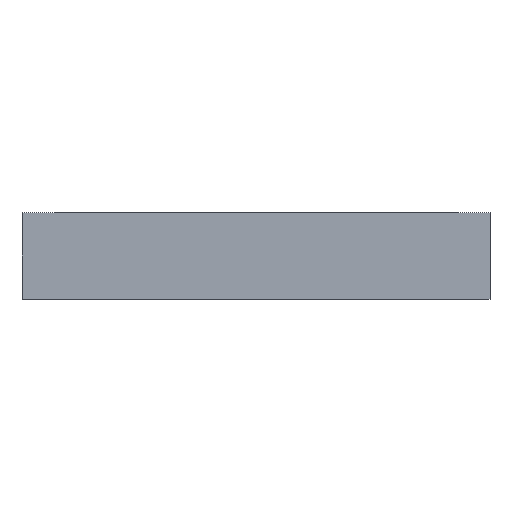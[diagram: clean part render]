
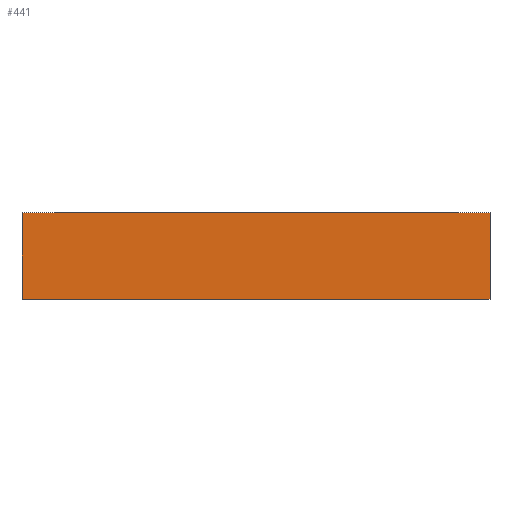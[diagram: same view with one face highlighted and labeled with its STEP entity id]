
A CAD part, front view. The second image highlights one B-rep face of the part: STEP entity #441.
In plain terms, the highlighted planar face has unit normal (0, -1, 0).
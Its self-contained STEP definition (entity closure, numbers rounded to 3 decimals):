
#40 = VERTEX_POINT('',#41);
#41 = CARTESIAN_POINT('',(-26.,-7.,8.1));
#47 = EDGE_CURVE('',#48,#40,#50,.T.);
#48 = VERTEX_POINT('',#49);
#49 = CARTESIAN_POINT('',(-26.,-7.,3.1));
#50 = LINE('',#51,#52);
#51 = CARTESIAN_POINT('',(-26.,-7.,3.1));
#52 = VECTOR('',#53,1.);
#53 = DIRECTION('',(0.,0.,1.));
#166 = EDGE_CURVE('',#48,#167,#169,.T.);
#167 = VERTEX_POINT('',#168);
#168 = CARTESIAN_POINT('',(1.,-7.,3.1));
#169 = LINE('',#170,#171);
#170 = CARTESIAN_POINT('',(-26.,-7.,3.1));
#171 = VECTOR('',#172,1.);
#172 = DIRECTION('',(1.,0.,0.));
#441 = ADVANCED_FACE('',(#442),#460,.F.);
#442 = FACE_BOUND('',#443,.F.);
#443 = EDGE_LOOP('',(#444,#445,#453,#459));
#444 = ORIENTED_EDGE('',*,*,#47,.T.);
#445 = ORIENTED_EDGE('',*,*,#446,.T.);
#446 = EDGE_CURVE('',#40,#447,#449,.T.);
#447 = VERTEX_POINT('',#448);
#448 = CARTESIAN_POINT('',(1.,-7.,8.1));
#449 = LINE('',#450,#451);
#450 = CARTESIAN_POINT('',(-26.,-7.,8.1));
#451 = VECTOR('',#452,1.);
#452 = DIRECTION('',(1.,0.,0.));
#453 = ORIENTED_EDGE('',*,*,#454,.F.);
#454 = EDGE_CURVE('',#167,#447,#455,.T.);
#455 = LINE('',#456,#457);
#456 = CARTESIAN_POINT('',(1.,-7.,3.1));
#457 = VECTOR('',#458,1.);
#458 = DIRECTION('',(0.,0.,1.));
#459 = ORIENTED_EDGE('',*,*,#166,.F.);
#460 = PLANE('',#461);
#461 = AXIS2_PLACEMENT_3D('',#462,#463,#464);
#462 = CARTESIAN_POINT('',(-26.,-7.,3.1));
#463 = DIRECTION('',(0.,1.,0.));
#464 = DIRECTION('',(1.,0.,0.));
